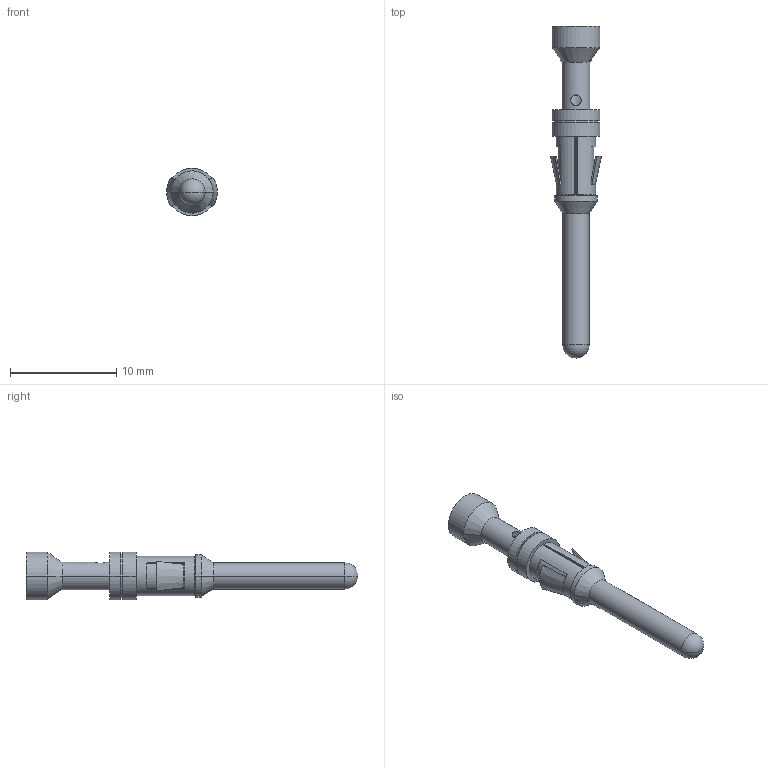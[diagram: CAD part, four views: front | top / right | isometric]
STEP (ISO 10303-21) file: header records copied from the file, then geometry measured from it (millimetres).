
FILE_DESCRIPTION((''),'2;1');
FILE_NAME('1_5','2017-08-16T',('zq.xu'),(''),'PRO/ENGINEER BY PARAMETRIC TECHNOLOGY CORPORATION, 2012480','PRO/ENGINEER BY PARAMETRIC TECHNOLOGY CORPORATION, 2012480','');
FILE_SCHEMA(('AUTOMOTIVE_DESIGN { 1 0 10303 214 1 1 1 1 }'));
Length unit declared in the file: millimetre
Products named in the file (1): 1_5
Bounding box: 4.8 x 31.3 x 4.5 mm (x, y, z)
Volume: 229.3 mm3; surface area: 420.3 mm2
Topology: 1 solids, 1 shells, 78 faces, 182 edges, 109 vertices
Faces by surface type: plane 35, cylinder 23, cone 14, torus 4, sphere 2
Entity records: 2349 total; most frequent: CARTESIAN_POINT 458, DIRECTION 414, ORIENTED_EDGE 356, EDGE_CURVE 178, AXIS2_PLACEMENT_3D 163, VERTEX_POINT 109, VECTOR 88, LINE 88
